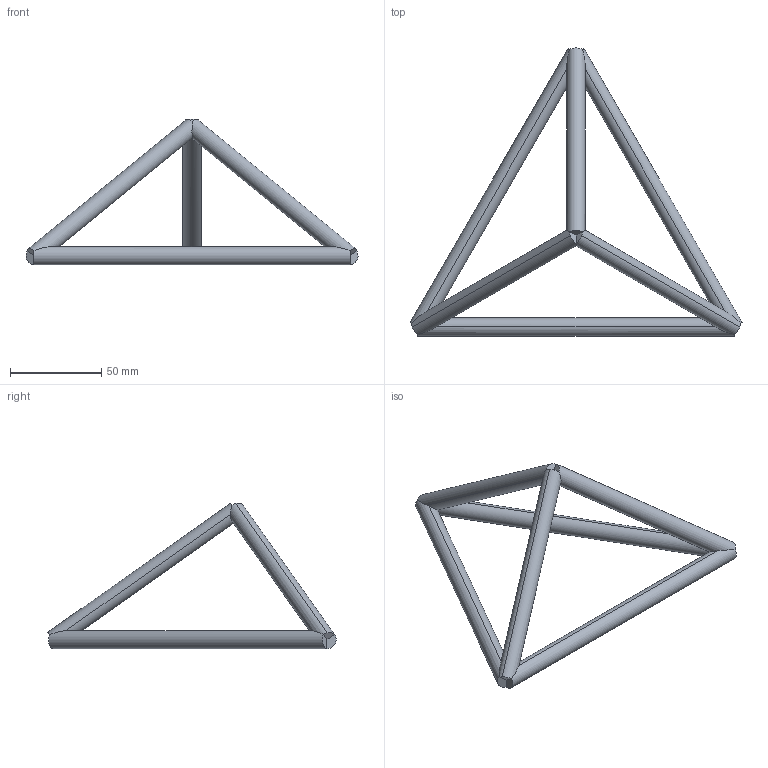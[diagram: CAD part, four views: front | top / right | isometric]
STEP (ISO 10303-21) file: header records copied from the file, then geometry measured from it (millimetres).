
FILE_DESCRIPTION(('CAx-IF Rec.Pracs.---Model Styling and Organization---1.2---2011-12-15','CAx-IF Rec.Pracs.---Geometric and Assembly Validation Properties---4.1---2014-06-16','CAx-IF Rec.Pracs.---PMI Polyline Presentation---2.0---2013-05-24'),'2;1');
FILE_NAME('tetra.stp','2022-05-24T07:08:14+08:00',(''),(''),'STEP Interface 2018 Sp2 by CT CoreTechnologie','3D_Kernel_IO2018 Sp2 by CT CoreTechnologie','');
FILE_SCHEMA(('AUTOMOTIVE_DESIGN { 1 0 10303 214 1 1 1 1 }'));
Length unit declared in the file: millimetre
Products named in the file (1): avwcc3485ab-ac3f-40cb-b7a7-3959ed662b00
Bounding box: 181.85 x 157.87 x 79.79 mm (x, y, z)
Volume: 66672.9 mm3; surface area: 26353 mm2
Topology: 1 solids, 1 shells, 24 faces, 65 edges, 37 vertices
Faces by surface type: plane 12, cylinder 12
Entity records: 1349 total; most frequent: CARTESIAN_POINT 255, ORIENTED_EDGE 130, DIRECTION 112, EDGE_CURVE 65, PROPERTY_DEFINITION 56, AXIS2_PLACEMENT_3D 44, VERTEX_POINT 37, SHAPE_REPRESENTATION 29
